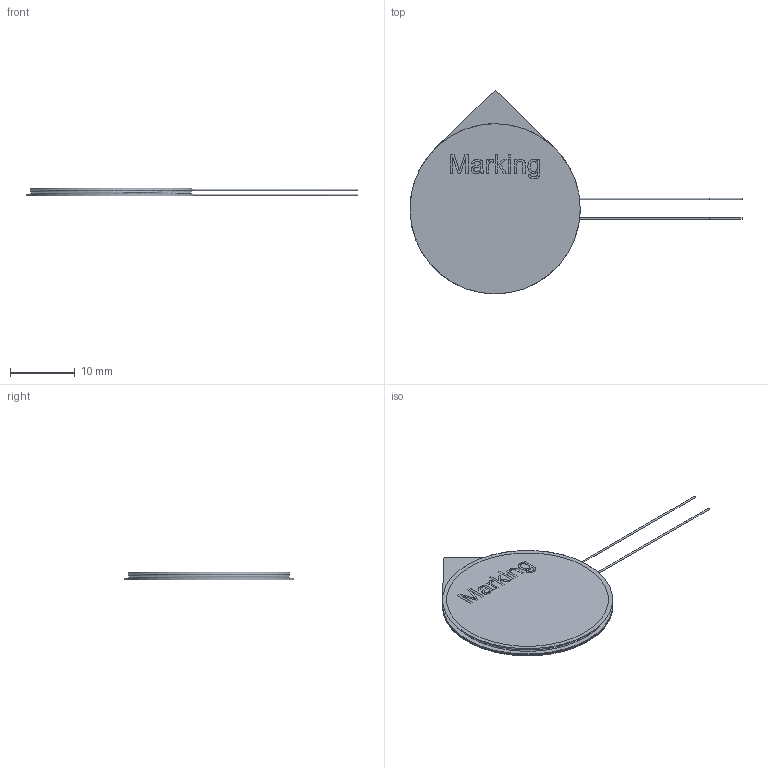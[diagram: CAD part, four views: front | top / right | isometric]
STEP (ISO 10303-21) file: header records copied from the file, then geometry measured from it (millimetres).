
FILE_DESCRIPTION( ( 'Unknown' ), '1' );
FILE_NAME( '760308101303.stp', 'Unknown', ( 'Unknown' ), ( 'Unknown' ), 'PSStep 16.0.42', 'Unknown', ' ' );
FILE_SCHEMA( ( 'AUTOMOTIVE_DESIGN { 1 0 10303 214 1 1 1 1 }' ) );
Length unit declared in the file: millimetre
Products named in the file (10): Assem1; A_Release Paper; B_Twin Adhesive; C_Ferrite Sheet; D_Twin Adhesive; E_Copper Coil; F_PET_0,25mm; G_PET_0,01
Assembly tree (9 placements, depth 2):
  Assem1
    A_Release Paper
    B_Twin Adhesive
    C_Ferrite Sheet
    D_Twin Adhesive
    E_Copper Coil
    F_PET_0,25mm
    G_PET_0,01
    G_PET_0,01
    G_PET_0,01
Bounding box: 51.3 x 31.5 x 1.39 mm (x, y, z)
Volume: 573 mm3; surface area: 10381.8 mm2
Topology: 9 solids, 9 shells, 299 faces, 662 edges, 377 vertices
Faces by surface type: torus 100, bspline 99, plane 72, extrusion 16, cylinder 12
Full cylindrical faces by diameter (mm): 0.24 x2, 0.25 x2, 25 x1, 26.3 x2
Entity records: 17224 total; most frequent: CARTESIAN_POINT 9132, DIRECTION 978, ORIENTED_EDGE 874, EDGE_LOOP 535, FACE_OUTER_BOUND 506, VERTEX_POINT 463, EDGE_CURVE 437, AXIS2_PLACEMENT_3D 416
